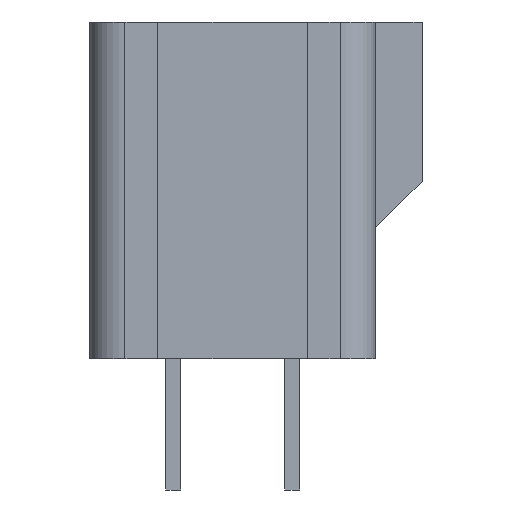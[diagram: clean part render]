
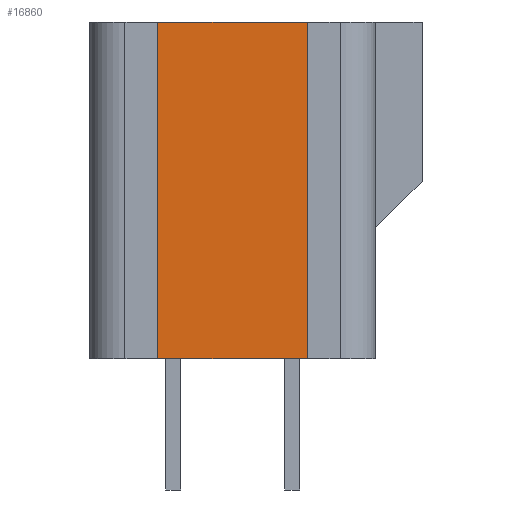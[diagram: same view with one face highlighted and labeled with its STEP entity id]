
A CAD part, left-side view. The second image highlights one B-rep face of the part: STEP entity #16860.
In plain terms, the highlighted planar face has unit normal (-1, 0, 0).
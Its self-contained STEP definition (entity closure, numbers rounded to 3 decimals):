
#16631=CARTESIAN_POINT('',(-33.08,-1.6,0.0));
#16632=VERTEX_POINT('',#16631);
#16639=CARTESIAN_POINT('',(-33.08,1.6,0.0));
#16640=VERTEX_POINT('',#16639);
#16641=CARTESIAN_POINT('',(-33.08,-1.6,0.0));
#16642=DIRECTION('',(0.0,1.0,0.0));
#16643=VECTOR('',#16642,3.2);
#16644=LINE('',#16641,#16643);
#16645=EDGE_CURVE('',#16632,#16640,#16644,.T.);
#16813=CARTESIAN_POINT('',(-33.08,-1.6,7.2));
#16814=VERTEX_POINT('',#16813);
#16821=CARTESIAN_POINT('',(-33.08,-1.6,0.0));
#16822=DIRECTION('',(0.0,0.0,1.0));
#16823=VECTOR('',#16822,7.2);
#16824=LINE('',#16821,#16823);
#16825=EDGE_CURVE('',#16632,#16814,#16824,.T.);
#16837=CARTESIAN_POINT('',(-33.08,-1.6,0.0));
#16838=DIRECTION('',(-1.0,0.0,0.0));
#16839=DIRECTION('',(0.0,0.0,-1.0));
#16840=AXIS2_PLACEMENT_3D('',#16837,#16838,#16839);
#16841=PLANE('',#16840);
#16842=CARTESIAN_POINT('',(-33.08,1.6,7.2));
#16843=VERTEX_POINT('',#16842);
#16844=CARTESIAN_POINT('',(-33.08,-1.6,7.2));
#16845=DIRECTION('',(0.0,1.0,0.0));
#16846=VECTOR('',#16845,3.2);
#16847=LINE('',#16844,#16846);
#16848=EDGE_CURVE('',#16814,#16843,#16847,.T.);
#16849=ORIENTED_EDGE('',*,*,#16848,.T.);
#16850=CARTESIAN_POINT('',(-33.08,1.6,0.0));
#16851=DIRECTION('',(0.0,0.0,1.0));
#16852=VECTOR('',#16851,7.2);
#16853=LINE('',#16850,#16852);
#16854=EDGE_CURVE('',#16640,#16843,#16853,.T.);
#16855=ORIENTED_EDGE('',*,*,#16854,.F.);
#16856=ORIENTED_EDGE('',*,*,#16645,.F.);
#16857=ORIENTED_EDGE('',*,*,#16825,.T.);
#16858=EDGE_LOOP('',(#16849,#16855,#16856,#16857));
#16859=FACE_OUTER_BOUND('',#16858,.T.);
#16860=ADVANCED_FACE('',(#16859),#16841,.T.);
